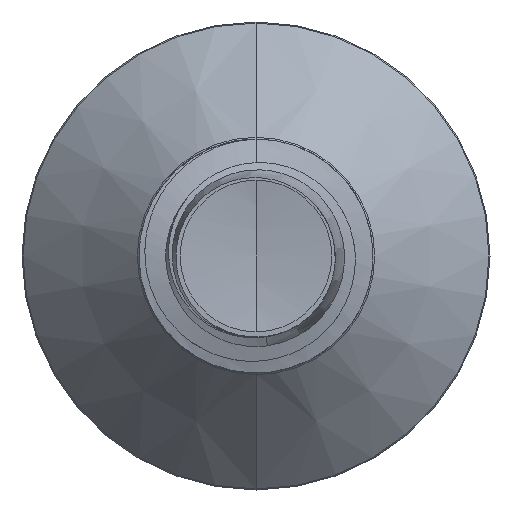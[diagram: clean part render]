
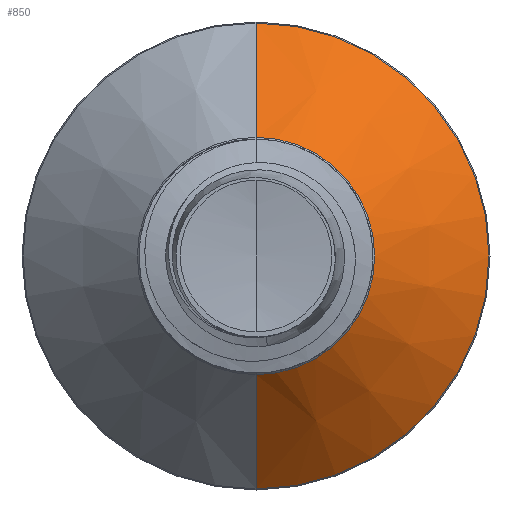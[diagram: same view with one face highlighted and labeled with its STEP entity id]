
A CAD part, front view. The second image highlights one B-rep face of the part: STEP entity #850.
In plain terms, the highlighted conical face has half-angle 45 degrees and reference radius 1.522 mm.
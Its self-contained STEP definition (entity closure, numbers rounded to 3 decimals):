
#642 = ORIENTED_EDGE ( 'NONE', *, *, #9207, .F. ) ;
#850 = ADVANCED_FACE ( 'NONE', ( #11101 ), #18341, .T. ) ;
#1300 = ORIENTED_EDGE ( 'NONE', *, *, #19404, .T. ) ;
#1483 = EDGE_CURVE ( 'NONE', #2135, #19044, #14293, .T. ) ;
#1657 = CARTESIAN_POINT ( 'NONE',  ( 0., 6.472, -1.522 ) ) ;
#2034 = EDGE_CURVE ( 'NONE', #15250, #19044, #20014, .T. ) ;
#2135 = VERTEX_POINT ( 'NONE', #7163 ) ;
#3147 = CARTESIAN_POINT ( 'NONE',  ( 0., 6.472, 0. ) ) ;
#3369 = CARTESIAN_POINT ( 'NONE',  ( 0., 6.472, 1.522 ) ) ;
#3991 = DIRECTION ( 'NONE',  ( 0., 0.707, -0.707 ) ) ;
#4006 = LINE ( 'NONE', #3369, #4521 ) ;
#4013 = EDGE_LOOP ( 'NONE', ( #1300, #17033, #17606, #642 ) ) ;
#4521 = VECTOR ( 'NONE', #6546, 1000. ) ;
#4756 = DIRECTION ( 'NONE',  ( 0., 0., 1. ) ) ;
#5097 = AXIS2_PLACEMENT_3D ( 'NONE', #3147, #14187, #4756 ) ;
#5366 = DIRECTION ( 'NONE',  ( 0., 1., 0. ) ) ;
#6072 = DIRECTION ( 'NONE',  ( 0., 1., 0. ) ) ;
#6546 = DIRECTION ( 'NONE',  ( 0., 0.707, 0.707 ) ) ;
#7163 = CARTESIAN_POINT ( 'NONE',  ( 0., 7.937, 2.987 ) ) ;
#7651 = CARTESIAN_POINT ( 'NONE',  ( 0., 7.937, -2.987 ) ) ;
#8699 = VERTEX_POINT ( 'NONE', #15460 ) ;
#9142 = CIRCLE ( 'NONE', #5097, 1.522 ) ;
#9207 = EDGE_CURVE ( 'NONE', #8699, #2135, #4006, .T. ) ;
#10276 = CARTESIAN_POINT ( 'NONE',  ( 0., 6.472, -1.522 ) ) ;
#11101 = FACE_OUTER_BOUND ( 'NONE', #4013, .T. ) ;
#14187 = DIRECTION ( 'NONE',  ( 0., 1., 0. ) ) ;
#14293 = CIRCLE ( 'NONE', #15158, 2.987 ) ;
#14813 = CARTESIAN_POINT ( 'NONE',  ( 0., 7.937, 0. ) ) ;
#15158 = AXIS2_PLACEMENT_3D ( 'NONE', #14813, #5366, #16427 ) ;
#15250 = VERTEX_POINT ( 'NONE', #1657 ) ;
#15460 = CARTESIAN_POINT ( 'NONE',  ( 0., 6.472, 1.522 ) ) ;
#16427 = DIRECTION ( 'NONE',  ( 0., 0., 1. ) ) ;
#16853 = VECTOR ( 'NONE', #3991, 1000. ) ;
#17033 = ORIENTED_EDGE ( 'NONE', *, *, #2034, .T. ) ;
#17344 = CARTESIAN_POINT ( 'NONE',  ( 0., 6.472, 0. ) ) ;
#17606 = ORIENTED_EDGE ( 'NONE', *, *, #1483, .F. ) ;
#18341 = CONICAL_SURFACE ( 'NONE', #18746, 1.522, 0.785 ) ;
#18746 = AXIS2_PLACEMENT_3D ( 'NONE', #17344, #6072, #18928 ) ;
#18928 = DIRECTION ( 'NONE',  ( 0., 0., 1. ) ) ;
#19044 = VERTEX_POINT ( 'NONE', #7651 ) ;
#19404 = EDGE_CURVE ( 'NONE', #8699, #15250, #9142, .T. ) ;
#20014 = LINE ( 'NONE', #10276, #16853 ) ;
